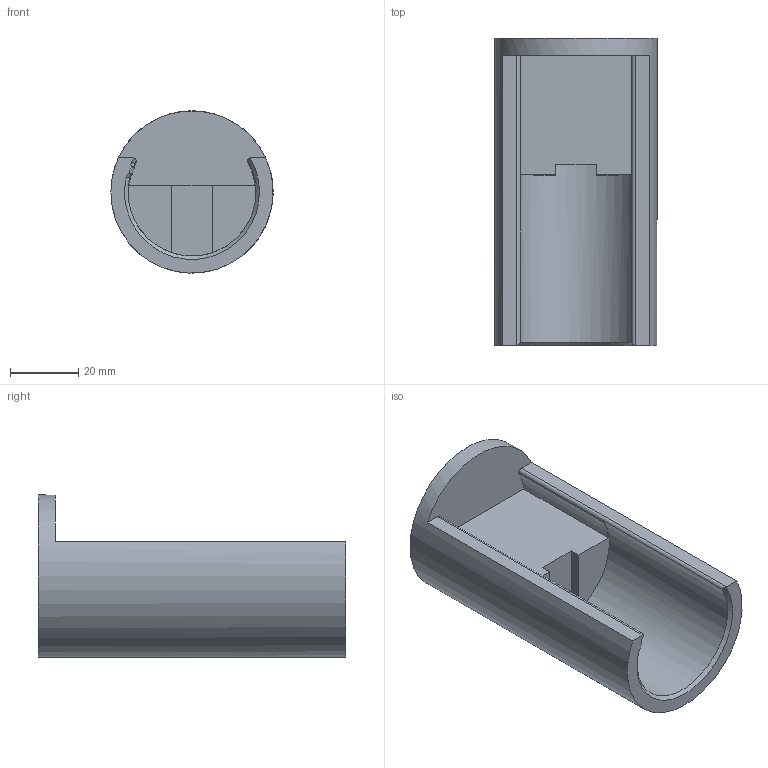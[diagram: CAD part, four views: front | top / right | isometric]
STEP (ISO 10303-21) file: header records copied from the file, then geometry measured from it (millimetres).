
FILE_DESCRIPTION(/* description */ (''),/* implementation_level */ '2;1');
FILE_NAME(/* name */ '150ml holder v3.step',/* time_stamp */ '2021-04-01T09:34:10-04:00',/* author */ (''),/* organization */ (''),/* preprocessor_version */ 'ST-DEVELOPER v18.1',/* originating_system */ 'Autodesk Translation Framework v9.10.0.1330',/* authorisation */ '');
FILE_SCHEMA (('AUTOMOTIVE_DESIGN { 1 0 10303 214 3 1 1 }'));
Length unit declared in the file: millimetre
Products named in the file (1): 150ml holder
Bounding box: 47.5 x 90 x 47.5 mm (x, y, z)
Volume: 65134.7 mm3; surface area: 19378 mm2
Topology: 1 solids, 1 shells, 32 faces, 81 edges, 50 vertices
Faces by surface type: plane 13, cylinder 12, cone 7
Full cylindrical faces by diameter (mm): 37.5 x1, 47.5 x1
Entity records: 1000 total; most frequent: DIRECTION 180, CARTESIAN_POINT 177, ORIENTED_EDGE 158, EDGE_CURVE 79, AXIS2_PLACEMENT_3D 70, VERTEX_POINT 50, LINE 40, VECTOR 40
